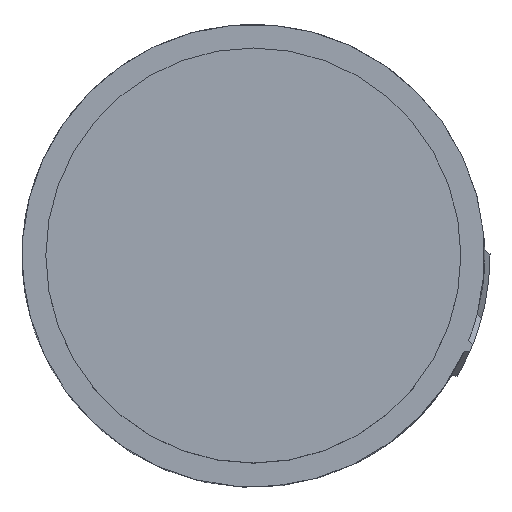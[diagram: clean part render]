
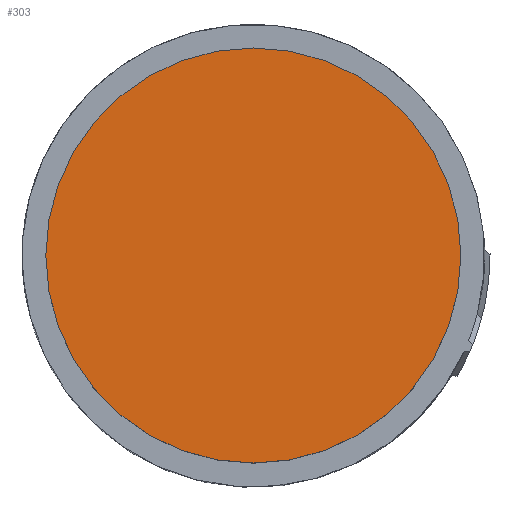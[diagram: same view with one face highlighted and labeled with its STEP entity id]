
A CAD part, top view. The second image highlights one B-rep face of the part: STEP entity #303.
In plain terms, the highlighted planar face has unit normal (0, 0, 1).
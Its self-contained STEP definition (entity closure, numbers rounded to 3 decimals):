
#202=PLANE('',#1517);
#257=FACE_OUTER_BOUND('',#489,.T.);
#303=ADVANCED_FACE('',(#257),#202,.F.);
#489=EDGE_LOOP('',(#982));
#636=CIRCLE('',#1515,31.4);
#982=ORIENTED_EDGE('',*,*,#1336,.T.);
#1158=VERTEX_POINT('',#3144);
#1336=EDGE_CURVE('',#1158,#1158,#636,.T.);
#1515=AXIS2_PLACEMENT_3D('',#3143,#1782,#1783);
#1517=AXIS2_PLACEMENT_3D('',#3146,#1786,#1787);
#1782=DIRECTION('',(0.,0.,1.));
#1783=DIRECTION('',(-1.,0.,0.));
#1786=DIRECTION('',(0.,0.,-1.));
#1787=DIRECTION('',(-1.,-0.001,0.));
#3143=CARTESIAN_POINT('',(0.,0.,37.5));
#3144=CARTESIAN_POINT('',(-31.4,0.,37.5));
#3146=CARTESIAN_POINT('',(0.018,-31.4,37.5));
